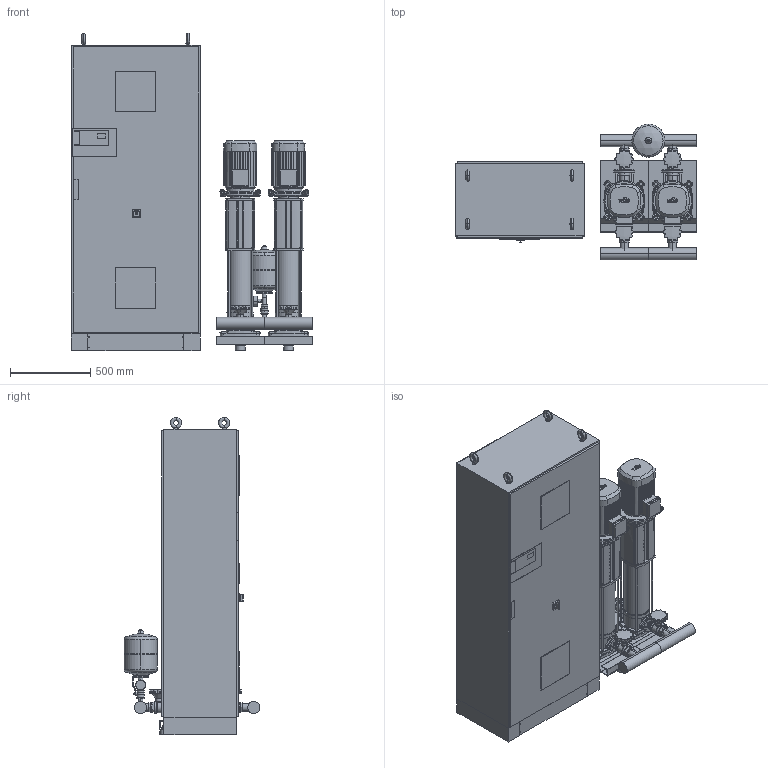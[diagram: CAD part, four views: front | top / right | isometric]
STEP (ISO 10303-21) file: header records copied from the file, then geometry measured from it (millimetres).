
FILE_DESCRIPTION((''),'2;1');
FILE_NAME('3d_SiBoostSmartFC2HELIXV1013-2536125.stp','2016-01-25T11:05:54',(''),(''),'Mechanical Desktop 2009','Mechanical Desktop 2009',', , ');
FILE_SCHEMA(('CONFIG_CONTROL_DESIGN'));
Length unit declared in the file: millimetre
Products named in the file (1): Product
Bounding box: 1500 x 845.05 x 1975 mm (x, y, z)
Volume: 795329913.2 mm3; surface area: 12408005.1 mm2
Topology: 119 solids, 119 shells, 3992 faces, 10498 edges, 6882 vertices
Faces by surface type: plane 1758, bspline 1082, cylinder 890, cone 156, torus 88, sphere 18
Entity records: 131150 total; most frequent: CARTESIAN_POINT 32761, ORIENTED_EDGE 20972, DIRECTION 18936, EDGE_CURVE 10486, VECTOR 6922, LINE 6922, VERTEX_POINT 6874, AXIS2_PLACEMENT_3D 6007
